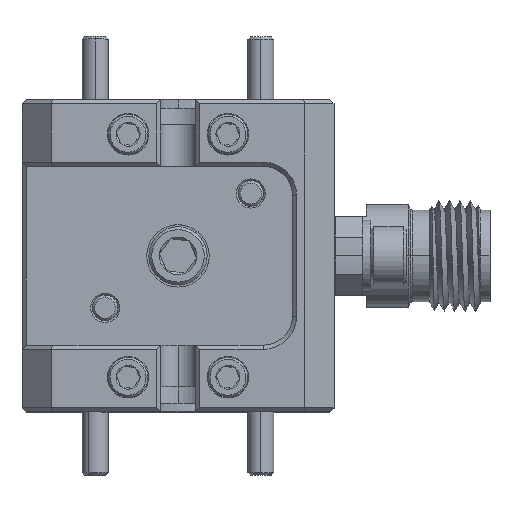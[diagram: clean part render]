
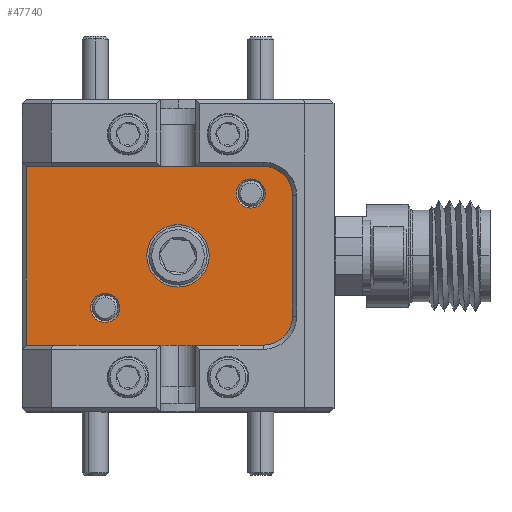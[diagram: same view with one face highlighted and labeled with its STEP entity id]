
A CAD part, top view. The second image highlights one B-rep face of the part: STEP entity #47740.
In plain terms, the highlighted planar face has unit normal (0, 0, 1).
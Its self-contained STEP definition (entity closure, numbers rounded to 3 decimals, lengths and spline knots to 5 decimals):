
#1004 = VECTOR ( 'NONE', #16590, 39.37008 ) ;
#1274 = DIRECTION ( 'NONE',  ( 0., 0., 1. ) ) ;
#1450 = EDGE_LOOP ( 'NONE', ( #9928, #39163, #39284, #14261, #28216, #12063 ) ) ;
#1573 = CARTESIAN_POINT ( 'NONE',  ( -1.92343, -0.28054, 1.18679 ) ) ;
#1879 = ORIENTED_EDGE ( 'NONE', *, *, #37555, .F. ) ;
#2746 = AXIS2_PLACEMENT_3D ( 'NONE', #8293, #35751, #27950 ) ;
#3050 = CARTESIAN_POINT ( 'NONE',  ( -1.82343, -0.15554, 1.18679 ) ) ;
#3509 = VECTOR ( 'NONE', #13406, 39.37008 ) ;
#3613 = VERTEX_POINT ( 'NONE', #24029 ) ;
#3728 = CIRCLE ( 'NONE', #13156, 0.035 ) ;
#3782 = DIRECTION ( 'NONE',  ( 1., 0., 0. ) ) ;
#4725 = DIRECTION ( 'NONE',  ( 1., 0., 0. ) ) ;
#5800 = FACE_BOUND ( 'NONE', #35460, .T. ) ;
#6071 = DIRECTION ( 'NONE',  ( -1., 0., 0. ) ) ;
#6630 = EDGE_CURVE ( 'NONE', #40487, #14081, #9310, .T. ) ;
#6637 = VERTEX_POINT ( 'NONE', #49093 ) ;
#7058 = DIRECTION ( 'NONE',  ( 0., 0., 1. ) ) ;
#7929 = ORIENTED_EDGE ( 'NONE', *, *, #32472, .F. ) ;
#8293 = CARTESIAN_POINT ( 'NONE',  ( -1.54343, -0.01054, 1.18679 ) ) ;
#9310 = LINE ( 'NONE', #49350, #1004 ) ;
#9928 = ORIENTED_EDGE ( 'NONE', *, *, #6630, .T. ) ;
#10124 = DIRECTION ( 'NONE',  ( 0., 0., -1. ) ) ;
#10140 = VERTEX_POINT ( 'NONE', #43104 ) ;
#10679 = FACE_BOUND ( 'NONE', #31992, .T. ) ;
#10683 = CARTESIAN_POINT ( 'NONE',  ( -1.54343, 0.05946, 1.18679 ) ) ;
#11885 = DIRECTION ( 'NONE',  ( -1., 0., 0. ) ) ;
#12063 = ORIENTED_EDGE ( 'NONE', *, *, #48883, .T. ) ;
#12394 = VERTEX_POINT ( 'NONE', #22297 ) ;
#12860 = LINE ( 'NONE', #41866, #3509 ) ;
#13156 = AXIS2_PLACEMENT_3D ( 'NONE', #47779, #34606, #15259 ) ;
#13230 = ORIENTED_EDGE ( 'NONE', *, *, #33908, .F. ) ;
#13406 = DIRECTION ( 'NONE',  ( 0., -1., 0. ) ) ;
#13890 = DIRECTION ( 'NONE',  ( 1., 0., 0. ) ) ;
#14081 = VERTEX_POINT ( 'NONE', #20031 ) ;
#14152 = FACE_BOUND ( 'NONE', #23274, .T. ) ;
#14261 = ORIENTED_EDGE ( 'NONE', *, *, #49980, .T. ) ;
#14420 = DIRECTION ( 'NONE',  ( 0., 0., 1. ) ) ;
#15232 = VERTEX_POINT ( 'NONE', #51541 ) ;
#15259 = DIRECTION ( 'NONE',  ( 1., 0., 0. ) ) ;
#15629 = CARTESIAN_POINT ( 'NONE',  ( -1.95843, -0.28054, 1.18679 ) ) ;
#15980 = ORIENTED_EDGE ( 'NONE', *, *, #22442, .F. ) ;
#16590 = DIRECTION ( 'NONE',  ( -1., 0., 0. ) ) ;
#18468 = CARTESIAN_POINT ( 'NONE',  ( -1.54343, -0.01054, 1.18679 ) ) ;
#19025 = ORIENTED_EDGE ( 'NONE', *, *, #40895, .F. ) ;
#19078 = CIRCLE ( 'NONE', #2746, 0.07 ) ;
#20031 = CARTESIAN_POINT ( 'NONE',  ( -2.11343, 0.05946, 1.18679 ) ) ;
#20724 = DIRECTION ( 'NONE',  ( 0., 1., 0. ) ) ;
#21431 = DIRECTION ( 'NONE',  ( 1., 0., 0. ) ) ;
#22017 = DIRECTION ( 'NONE',  ( 0., 0., 1. ) ) ;
#22297 = CARTESIAN_POINT ( 'NONE',  ( -1.47343, -0.01054, 1.18679 ) ) ;
#22442 = EDGE_CURVE ( 'NONE', #10140, #44575, #42624, .T. ) ;
#23274 = EDGE_LOOP ( 'NONE', ( #7929, #48881 ) ) ;
#24029 = CARTESIAN_POINT ( 'NONE',  ( -1.54343, -0.37054, 1.18679 ) ) ;
#24154 = VERTEX_POINT ( 'NONE', #35813 ) ;
#24486 = VERTEX_POINT ( 'NONE', #31920 ) ;
#25410 = CIRCLE ( 'NONE', #28822, 0.035 ) ;
#27168 = EDGE_CURVE ( 'NONE', #14081, #24154, #12860, .T. ) ;
#27950 = DIRECTION ( 'NONE',  ( -1., 0., 0. ) ) ;
#28216 = ORIENTED_EDGE ( 'NONE', *, *, #42534, .T. ) ;
#28244 = CIRCLE ( 'NONE', #52251, 0.075 ) ;
#28822 = AXIS2_PLACEMENT_3D ( 'NONE', #1573, #22017, #29561 ) ;
#28940 = CARTESIAN_POINT ( 'NONE',  ( -1.74843, -0.15554, 1.18679 ) ) ;
#29212 = DIRECTION ( 'NONE',  ( 0., 0., 1. ) ) ;
#29561 = DIRECTION ( 'NONE',  ( 1., 0., 0. ) ) ;
#30548 = PLANE ( 'NONE',  #40469 ) ;
#30653 = AXIS2_PLACEMENT_3D ( 'NONE', #44812, #29212, #45065 ) ;
#31886 = AXIS2_PLACEMENT_3D ( 'NONE', #52460, #7058, #11885 ) ;
#31920 = CARTESIAN_POINT ( 'NONE',  ( -1.67343, -0.15554, 1.18679 ) ) ;
#31992 = EDGE_LOOP ( 'NONE', ( #1879, #19025 ) ) ;
#32031 = CARTESIAN_POINT ( 'NONE',  ( -1.54343, -0.37054, 1.18679 ) ) ;
#32373 = AXIS2_PLACEMENT_3D ( 'NONE', #45086, #1274, #21431 ) ;
#32472 = EDGE_CURVE ( 'NONE', #24486, #39668, #51329, .T. ) ;
#32480 = AXIS2_PLACEMENT_3D ( 'NONE', #35125, #14420, #13890 ) ;
#32747 = CIRCLE ( 'NONE', #31886, 0.07 ) ;
#33529 = CARTESIAN_POINT ( 'NONE',  ( -1.53843, -0.00554, 1.18679 ) ) ;
#33908 = EDGE_CURVE ( 'NONE', #44575, #10140, #38362, .T. ) ;
#34606 = DIRECTION ( 'NONE',  ( 0., 0., 1. ) ) ;
#35125 = CARTESIAN_POINT ( 'NONE',  ( -1.74843, -0.15554, 1.18679 ) ) ;
#35460 = EDGE_LOOP ( 'NONE', ( #13230, #15980 ) ) ;
#35751 = DIRECTION ( 'NONE',  ( 0., 0., 1. ) ) ;
#35813 = CARTESIAN_POINT ( 'NONE',  ( -2.11343, -0.37054, 1.18679 ) ) ;
#37555 = EDGE_CURVE ( 'NONE', #15232, #48005, #3728, .T. ) ;
#38054 = DIRECTION ( 'NONE',  ( 0., 0., 1. ) ) ;
#38362 = CIRCLE ( 'NONE', #30653, 0.035 ) ;
#38885 = FACE_OUTER_BOUND ( 'NONE', #1450, .T. ) ;
#39163 = ORIENTED_EDGE ( 'NONE', *, *, #27168, .T. ) ;
#39209 = VECTOR ( 'NONE', #20724, 39.37008 ) ;
#39284 = ORIENTED_EDGE ( 'NONE', *, *, #40190, .T. ) ;
#39668 = VERTEX_POINT ( 'NONE', #3050 ) ;
#40190 = EDGE_CURVE ( 'NONE', #24154, #3613, #52951, .T. ) ;
#40469 = AXIS2_PLACEMENT_3D ( 'NONE', #18468, #10124, #6071 ) ;
#40487 = VERTEX_POINT ( 'NONE', #10683 ) ;
#40895 = EDGE_CURVE ( 'NONE', #48005, #15232, #25410, .T. ) ;
#41866 = CARTESIAN_POINT ( 'NONE',  ( -2.11343, -0.01054, 1.18679 ) ) ;
#42534 = EDGE_CURVE ( 'NONE', #6637, #12394, #45157, .T. ) ;
#42624 = CIRCLE ( 'NONE', #32373, 0.035 ) ;
#43104 = CARTESIAN_POINT ( 'NONE',  ( -1.60843, -0.00554, 1.18679 ) ) ;
#44246 = VECTOR ( 'NONE', #3782, 39.37008 ) ;
#44575 = VERTEX_POINT ( 'NONE', #33529 ) ;
#44812 = CARTESIAN_POINT ( 'NONE',  ( -1.57343, -0.00554, 1.18679 ) ) ;
#45065 = DIRECTION ( 'NONE',  ( 1., 0., 0. ) ) ;
#45086 = CARTESIAN_POINT ( 'NONE',  ( -1.57343, -0.00554, 1.18679 ) ) ;
#45157 = LINE ( 'NONE', #49707, #39209 ) ;
#47740 = ADVANCED_FACE ( 'NONE', ( #10679, #5800, #14152, #38885 ), #30548, .F. ) ;
#47779 = CARTESIAN_POINT ( 'NONE',  ( -1.92343, -0.28054, 1.18679 ) ) ;
#48005 = VERTEX_POINT ( 'NONE', #15629 ) ;
#48881 = ORIENTED_EDGE ( 'NONE', *, *, #52540, .F. ) ;
#48883 = EDGE_CURVE ( 'NONE', #12394, #40487, #19078, .T. ) ;
#49093 = CARTESIAN_POINT ( 'NONE',  ( -1.47343, -0.30054, 1.18679 ) ) ;
#49350 = CARTESIAN_POINT ( 'NONE',  ( -1.54343, 0.05946, 1.18679 ) ) ;
#49707 = CARTESIAN_POINT ( 'NONE',  ( -1.47343, -0.30054, 1.18679 ) ) ;
#49980 = EDGE_CURVE ( 'NONE', #3613, #6637, #32747, .T. ) ;
#51329 = CIRCLE ( 'NONE', #32480, 0.075 ) ;
#51541 = CARTESIAN_POINT ( 'NONE',  ( -1.88843, -0.28054, 1.18679 ) ) ;
#52251 = AXIS2_PLACEMENT_3D ( 'NONE', #28940, #38054, #4725 ) ;
#52460 = CARTESIAN_POINT ( 'NONE',  ( -1.54343, -0.30054, 1.18679 ) ) ;
#52540 = EDGE_CURVE ( 'NONE', #39668, #24486, #28244, .T. ) ;
#52951 = LINE ( 'NONE', #32031, #44246 ) ;
